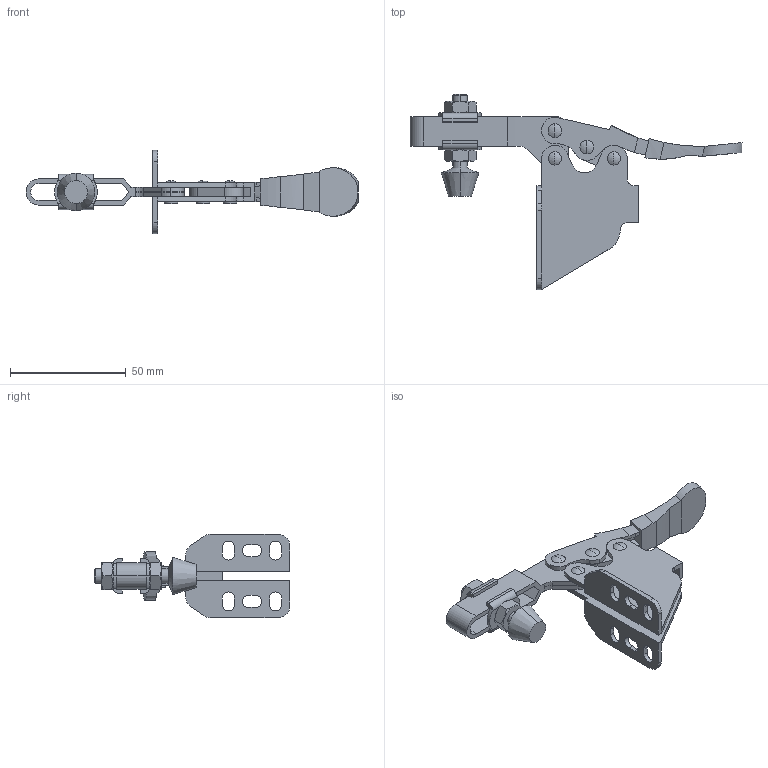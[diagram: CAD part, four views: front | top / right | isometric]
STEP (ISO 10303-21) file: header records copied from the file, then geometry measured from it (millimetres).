
FILE_DESCRIPTION (( 'STEP AP214' ), '1' );
FILE_NAME ('GH-201-BSM(Â²¤Æ)-1.STEP', '2020-07-17T08:19:13', ( 'LinWei' ), ( '' ), 'SwSTEP 2.0', 'SolidWorks 2016', '' );
FILE_SCHEMA (( 'AUTOMOTIVE_DESIGN' ));
Length unit declared in the file: millimetre
Products named in the file (6): 1201B08-1^GH-201-BSM(簡化)-1; Group1^GH-201-BSM(簡化)-1; Group1^GH-201-BSM(簡化); 1201B05-1^GH-201-BSM(簡化)-1; GH-201-BSM(簡化)-1; Group5^GH-201-BSM(簡化)-1
Assembly tree (5 placements, depth 2):
  GH-201-BSM(簡化)-1
    Group1^GH-201-BSM(簡化)-1
    Group5^GH-201-BSM(簡化)-1
    1201B05-1^GH-201-BSM(簡化)-1
    1201B08-1^GH-201-BSM(簡化)-1
    Group1^GH-201-BSM(簡化)
Bounding box: 143.52 x 84.48 x 36 mm (x, y, z)
Volume: 24574.2 mm3; surface area: 23571 mm2
Topology: 5 solids, 5 shells, 283 faces, 764 edges, 504 vertices
Faces by surface type: plane 130, cylinder 128, cone 14, sphere 8, bspline 3
Entity records: 10428 total; most frequent: CARTESIAN_POINT 2123, ORIENTED_EDGE 1528, DIRECTION 1511, EDGE_CURVE 764, AXIS2_PLACEMENT_3D 550, VERTEX_POINT 504, LINE 411, VECTOR 411
